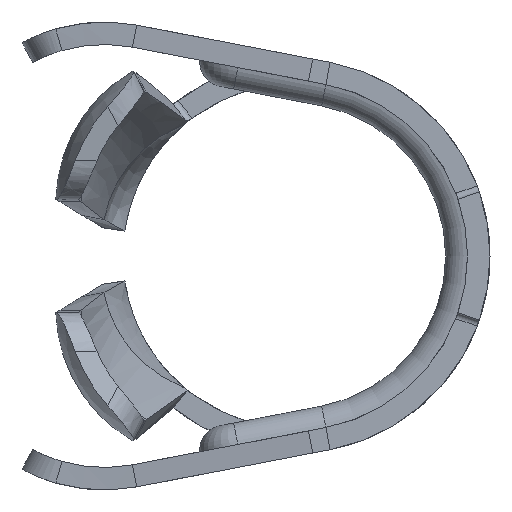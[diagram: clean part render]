
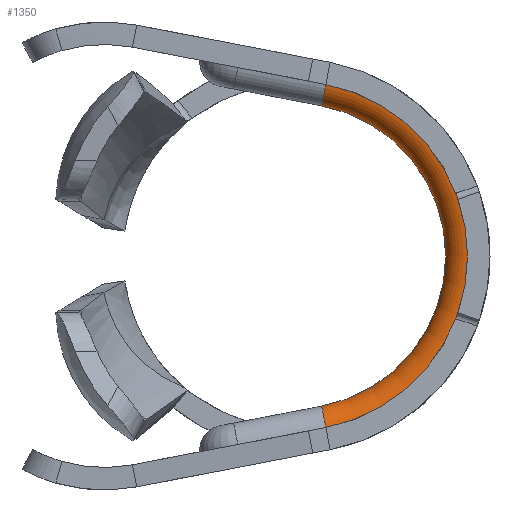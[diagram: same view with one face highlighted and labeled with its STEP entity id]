
A CAD part, left-side view. The second image highlights one B-rep face of the part: STEP entity #1350.
In plain terms, the highlighted toroidal (fillet/blend) face has major radius 3.619 mm and minor radius 0.508 mm.
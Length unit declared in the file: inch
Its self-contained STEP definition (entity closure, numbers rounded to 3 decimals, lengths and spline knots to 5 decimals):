
#745 = TOROIDAL_SURFACE ( 'NONE', #6716, 0.1425, 0.02 ) ;
#814 = AXIS2_PLACEMENT_3D ( 'NONE', #8708, #1419, #4805 ) ;
#1022 = DIRECTION ( 'NONE',  ( 1., 0., 0. ) ) ;
#1205 = DIRECTION ( 'NONE',  ( 0., 0., 1. ) ) ;
#1350 = ADVANCED_FACE ( 'NONE', ( #2224 ), #745, .T. ) ;
#1419 = DIRECTION ( 'NONE',  ( 0., 0.982, -0.189 ) ) ;
#1437 = CARTESIAN_POINT ( 'NONE',  ( 0.039, -0.02648, 0.13747 ) ) ;
#1859 = VERTEX_POINT ( 'NONE', #5152 ) ;
#1952 = DIRECTION ( 'NONE',  ( 0., 0., 1. ) ) ;
#2007 = DIRECTION ( 'NONE',  ( -1., 0., 0. ) ) ;
#2061 = CARTESIAN_POINT ( 'NONE',  ( 0.05884, 0., 0. ) ) ;
#2224 = FACE_OUTER_BOUND ( 'NONE', #3123, .T. ) ;
#2819 = CIRCLE ( 'NONE', #7270, 0.1225 ) ;
#2823 = EDGE_CURVE ( 'NONE', #7539, #4236, #9522, .T. ) ;
#2975 = VERTEX_POINT ( 'NONE', #9068 ) ;
#3123 = EDGE_LOOP ( 'NONE', ( #10506, #10453, #10466, #10419 ) ) ;
#3398 = CARTESIAN_POINT ( 'NONE',  ( 0.05884, -0.02695, 0.13993 ) ) ;
#3697 = CARTESIAN_POINT ( 'NONE',  ( 0.039, -0.02648, -0.13747 ) ) ;
#3699 = AXIS2_PLACEMENT_3D ( 'NONE', #8325, #1022, #4432 ) ;
#4236 = VERTEX_POINT ( 'NONE', #3697 ) ;
#4357 = EDGE_CURVE ( 'NONE', #4236, #2975, #6779, .T. ) ;
#4432 = DIRECTION ( 'NONE',  ( 0., 0., -1. ) ) ;
#4805 = DIRECTION ( 'NONE',  ( 0., 0.189, 0.982 ) ) ;
#5152 = CARTESIAN_POINT ( 'NONE',  ( 0.05884, -0.02317, 0.12029 ) ) ;
#5333 = CARTESIAN_POINT ( 'NONE',  ( 0.05884, 0., 0. ) ) ;
#6068 = EDGE_CURVE ( 'NONE', #2975, #1859, #2819, .T. ) ;
#6498 = DIRECTION ( 'NONE',  ( 0., -0.982, -0.189 ) ) ;
#6716 = AXIS2_PLACEMENT_3D ( 'NONE', #2061, #2007, #1952 ) ;
#6742 = CIRCLE ( 'NONE', #9470, 0.02 ) ;
#6779 = CIRCLE ( 'NONE', #814, 0.02 ) ;
#7270 = AXIS2_PLACEMENT_3D ( 'NONE', #5333, #8505, #1205 ) ;
#7539 = VERTEX_POINT ( 'NONE', #1437 ) ;
#8325 = CARTESIAN_POINT ( 'NONE',  ( 0.039, 0., 0. ) ) ;
#8505 = DIRECTION ( 'NONE',  ( -1., 0., 0. ) ) ;
#8568 = EDGE_CURVE ( 'NONE', #7539, #1859, #6742, .T. ) ;
#8708 = CARTESIAN_POINT ( 'NONE',  ( 0.05884, -0.02695, -0.13993 ) ) ;
#9068 = CARTESIAN_POINT ( 'NONE',  ( 0.05884, -0.02317, -0.12029 ) ) ;
#9470 = AXIS2_PLACEMENT_3D ( 'NONE', #3398, #6498, #9784 ) ;
#9522 = CIRCLE ( 'NONE', #3699, 0.14 ) ;
#9784 = DIRECTION ( 'NONE',  ( 0., 0.189, -0.982 ) ) ;
#10419 = ORIENTED_EDGE ( 'NONE', *, *, #2823, .F. ) ;
#10453 = ORIENTED_EDGE ( 'NONE', *, *, #6068, .F. ) ;
#10466 = ORIENTED_EDGE ( 'NONE', *, *, #4357, .F. ) ;
#10506 = ORIENTED_EDGE ( 'NONE', *, *, #8568, .T. ) ;
